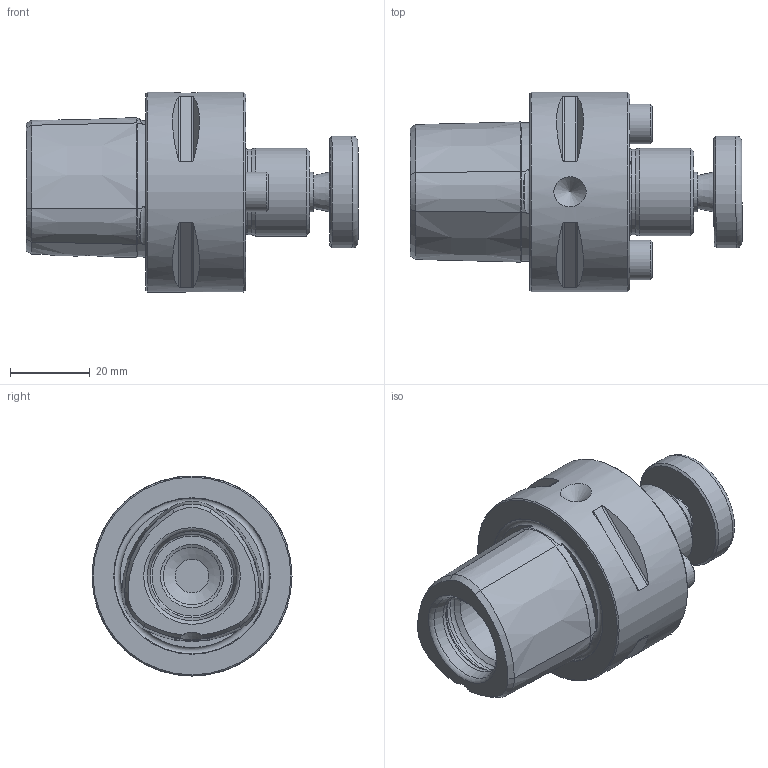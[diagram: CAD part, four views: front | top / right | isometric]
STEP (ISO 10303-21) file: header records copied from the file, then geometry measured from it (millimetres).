
FILE_DESCRIPTION( ( 'Unknown' ), '1' );
FILE_NAME( '280502210-C.stp', 'Unknown', ( 'Unknown' ), ( 'Unknown' ), 'PSStep 15.0.49', 'Unknown', ' ' );
FILE_SCHEMA( ( 'AUTOMOTIVE_DESIGN { 1 0 10303 214 1 1 1 1 }' ) );
Length unit declared in the file: millimetre
Products named in the file (6): Assem1; 0003451; 0003387; 0010452; 0010451; 0002926
Assembly tree (7 placements, depth 2):
  Assem1
    0003451
    0003387  x2
    0010452  x2
    0010451
    0002926
Bounding box: 83 x 50 x 50 mm (x, y, z)
Volume: 73934.1 mm3; surface area: 20610.7 mm2
Topology: 7 solids, 7 shells, 212 faces, 472 edges, 294 vertices
Faces by surface type: cone 78, plane 67, cylinder 51, torus 16
Full cylindrical faces by diameter (mm): 3.222 x2, 3.242 x2, 4 x5, 4.2 x2, 6.1 x2, 7 x4, 8 x4, 8.376 x2, 10 x6, 10.5 x2, 14.376 x2, 20 x1, 20.5 x1, 21 x2, 21.4 x1, 22 x1, 24 x1, 28 x1, 50 x1
Entity records: 6396 total; most frequent: CARTESIAN_POINT 1374, DIRECTION 754, ORIENTED_EDGE 568, AXIS2_PLACEMENT_3D 338, EDGE_LOOP 290, EDGE_CURVE 284, FACE_OUTER_BOUND 227, VERTEX_POINT 224
